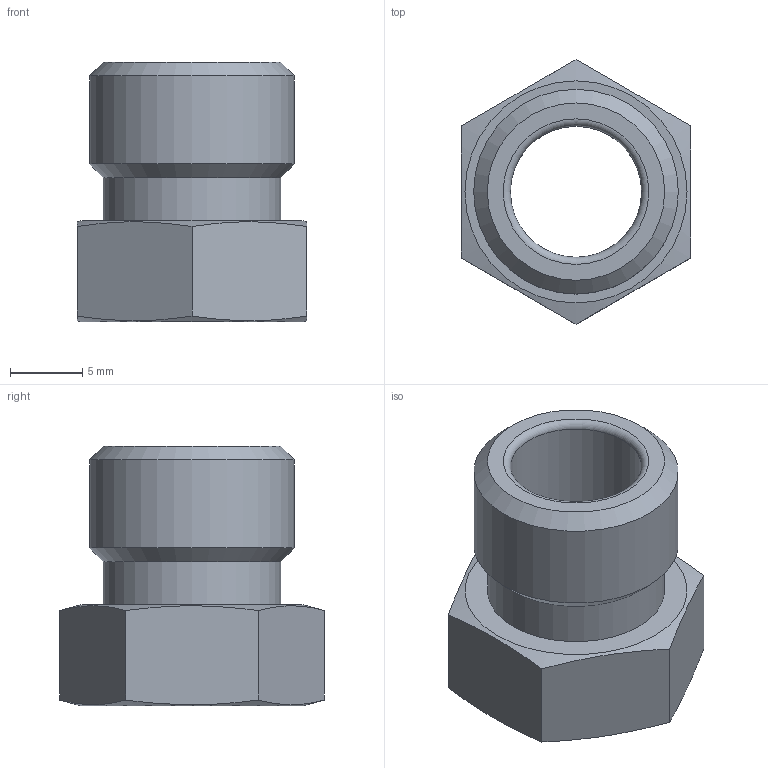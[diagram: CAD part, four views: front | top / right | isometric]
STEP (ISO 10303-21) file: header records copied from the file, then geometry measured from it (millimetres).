
FILE_DESCRIPTION(/* description */ (''),/* implementation_level */ '2;1');
FILE_NAME(/* name */ 'SM4MN.stp',/* time_stamp */ '2025-03-10T14:18:07+09:00',/* author */ ('user'),/* organization */ (''),/* preprocessor_version */ 'ST-DEVELOPER v20',/* originating_system */ 'Autodesk Inventor 2022',/* authorisation */ '');
FILE_SCHEMA (('AUTOMOTIVE_DESIGN { 1 0 10303 214 3 1 1 }'));
Length unit declared in the file: millimetre
Products named in the file (1): SM4MN
Bounding box: 15.9 x 18.36 x 18 mm (x, y, z)
Volume: 1836.4 mm3; surface area: 1651.1 mm2
Topology: 1 solids, 1 shells, 18 faces, 42 edges, 27 vertices
Faces by surface type: plane 9, cone 5, cylinder 3, torus 1
Full cylindrical faces by diameter (mm): 9.1 x1, 12.3 x1, 14.2 x1
Entity records: 553 total; most frequent: CARTESIAN_POINT 112, ORIENTED_EDGE 84, DIRECTION 84, EDGE_CURVE 42, AXIS2_PLACEMENT_3D 35, VERTEX_POINT 27, EDGE_LOOP 21, FACE_OUTER_BOUND 18
